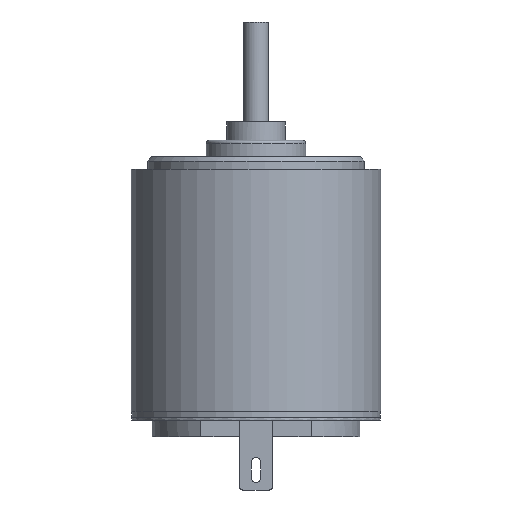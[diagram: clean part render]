
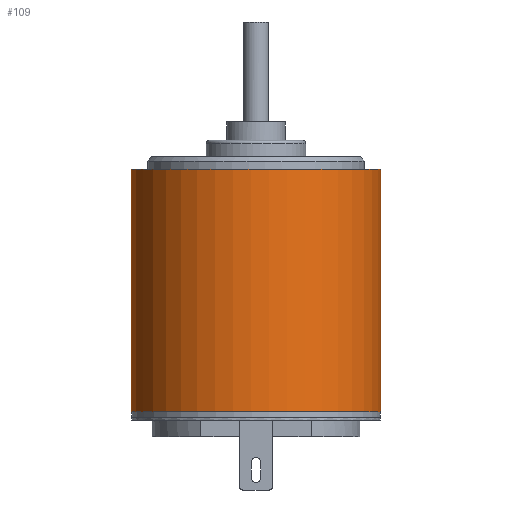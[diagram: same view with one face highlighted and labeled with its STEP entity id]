
A CAD part, front view. The second image highlights one B-rep face of the part: STEP entity #109.
In plain terms, the highlighted free-form (B-spline) face has degree [2, 1] with [5, 2] control points.
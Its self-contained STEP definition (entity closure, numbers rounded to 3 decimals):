
#109=ADVANCED_FACE('',(#203),#1169,.T.);
#203=FACE_OUTER_BOUND('',#317,.T.);
#317=EDGE_LOOP('',(#712,#713,#714,#715));
#712=ORIENTED_EDGE('',*,*,#971,.T.);
#713=ORIENTED_EDGE('',*,*,#823,.F.);
#714=ORIENTED_EDGE('',*,*,#820,.F.);
#715=ORIENTED_EDGE('',*,*,#824,.F.);
#820=EDGE_CURVE('',#1029,#1028,#1406,.T.);
#823=EDGE_CURVE('',#1028,#1030,#1244,.T.);
#824=EDGE_CURVE('',#1031,#1029,#1245,.T.);
#971=EDGE_CURVE('',#1031,#1030,#1441,.T.);
#1028=VERTEX_POINT('',#2889);
#1029=VERTEX_POINT('',#2890);
#1030=VERTEX_POINT('',#2891);
#1031=VERTEX_POINT('',#2892);
#1169=(
BOUNDED_SURFACE()
B_SPLINE_SURFACE(2,1,((#2703,#2704),(#2705,#2706),(#2707,#2708),(#2709,#2710),
(#2711,#2712)),.UNSPECIFIED.,.F.,.F.,.F.)
B_SPLINE_SURFACE_WITH_KNOTS((3,2,3),(2,2),(1.571,3.142,
4.712),(1.455,16.005),.UNSPECIFIED.)
GEOMETRIC_REPRESENTATION_ITEM()
RATIONAL_B_SPLINE_SURFACE(((1.,1.),(0.707,0.707),
(1.,1.),(0.707,0.707),(1.,1.)))
REPRESENTATION_ITEM('')
SURFACE()
);
#1244=B_SPLINE_CURVE_WITH_KNOTS('',1,(#1750,#1751),.UNSPECIFIED.,.F.,.F.,
(2,2),(0.,14.55),.UNSPECIFIED.);
#1245=B_SPLINE_CURVE_WITH_KNOTS('',1,(#1752,#1753),.UNSPECIFIED.,.F.,.F.,
(2,2),(-14.55,0.),.UNSPECIFIED.);
#1406=(
BOUNDED_CURVE()
B_SPLINE_CURVE(2,(#1735,#1736,#1737,#1738,#1739),.UNSPECIFIED.,.F.,.F.)
B_SPLINE_CURVE_WITH_KNOTS((3,2,3),(0.,11.781,23.562),
.UNSPECIFIED.)
CURVE()
GEOMETRIC_REPRESENTATION_ITEM()
RATIONAL_B_SPLINE_CURVE((1.,0.707,1.,0.707,1.))
REPRESENTATION_ITEM('')
);
#1441=(
BOUNDED_CURVE()
B_SPLINE_CURVE(2,(#2126,#2127,#2128,#2129,#2130),.UNSPECIFIED.,.F.,.F.)
B_SPLINE_CURVE_WITH_KNOTS((3,2,3),(0.,11.781,23.562),
.UNSPECIFIED.)
CURVE()
GEOMETRIC_REPRESENTATION_ITEM()
RATIONAL_B_SPLINE_CURVE((1.,0.707,1.,0.707,1.))
REPRESENTATION_ITEM('')
);
#1735=CARTESIAN_POINT('',(-7.5,0.,-3.4));
#1736=CARTESIAN_POINT('',(-7.5,-7.5,-3.4));
#1737=CARTESIAN_POINT('',(0.,-7.5,-3.4));
#1738=CARTESIAN_POINT('',(7.5,-7.5,-3.4));
#1739=CARTESIAN_POINT('',(7.5,0.,-3.4));
#1750=CARTESIAN_POINT('',(7.5,0.,-3.4));
#1751=CARTESIAN_POINT('',(7.5,0.,-17.95));
#1752=CARTESIAN_POINT('',(-7.5,0.,-17.95));
#1753=CARTESIAN_POINT('',(-7.5,0.,-3.4));
#2126=CARTESIAN_POINT('',(-7.5,0.,-17.95));
#2127=CARTESIAN_POINT('',(-7.5,-7.5,-17.95));
#2128=CARTESIAN_POINT('',(0.,-7.5,-17.95));
#2129=CARTESIAN_POINT('',(7.5,-7.5,-17.95));
#2130=CARTESIAN_POINT('',(7.5,0.,-17.95));
#2703=CARTESIAN_POINT('',(-7.5,0.,-17.95));
#2704=CARTESIAN_POINT('',(-7.5,0.,-3.4));
#2705=CARTESIAN_POINT('',(-7.5,-7.5,-17.95));
#2706=CARTESIAN_POINT('',(-7.5,-7.5,-3.4));
#2707=CARTESIAN_POINT('',(0.,-7.5,-17.95));
#2708=CARTESIAN_POINT('',(0.,-7.5,-3.4));
#2709=CARTESIAN_POINT('',(7.5,-7.5,-17.95));
#2710=CARTESIAN_POINT('',(7.5,-7.5,-3.4));
#2711=CARTESIAN_POINT('',(7.5,0.,-17.95));
#2712=CARTESIAN_POINT('',(7.5,0.,-3.4));
#2889=CARTESIAN_POINT('',(7.5,0.,-3.4));
#2890=CARTESIAN_POINT('',(-7.5,0.,-3.4));
#2891=CARTESIAN_POINT('',(7.5,0.,-17.95));
#2892=CARTESIAN_POINT('',(-7.5,0.,-17.95));
